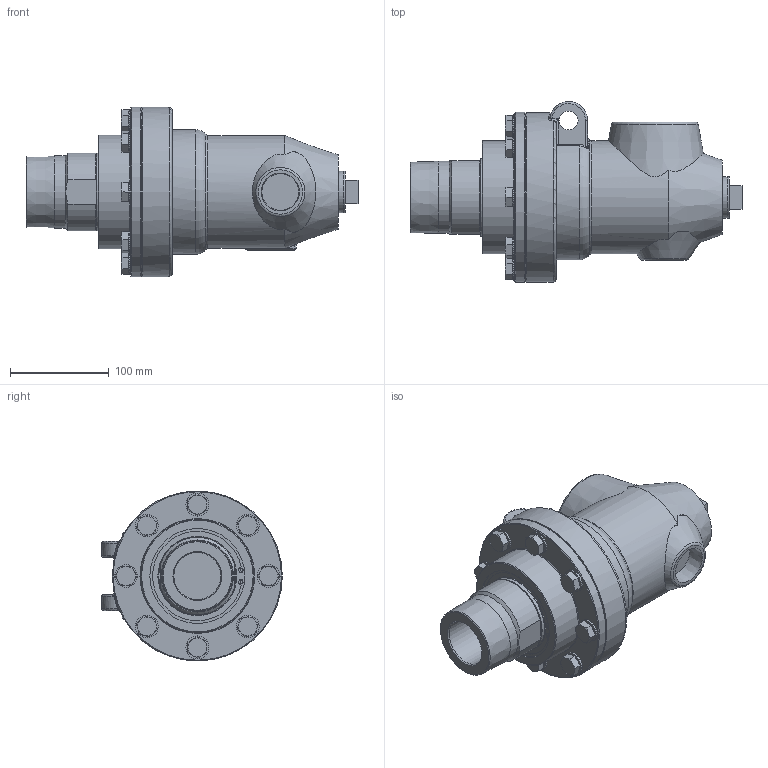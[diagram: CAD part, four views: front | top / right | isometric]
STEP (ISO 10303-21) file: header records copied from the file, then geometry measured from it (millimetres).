
FILE_DESCRIPTION(/* description */ (''),/* implementation_level */ '2;1');
FILE_NAME(/* name */ 'BC-54000-40-20-IC.stp',/* time_stamp */ '2020-05-20T09:47:42-05:00',/* author */ ('dyurkovich'),/* organization */ (''),/* preprocessor_version */ 'ST-DEVELOPER v18',/* originating_system */ 'Autodesk Inventor 2020',/* authorisation */ '');
FILE_SCHEMA (('AUTOMOTIVE_DESIGN { 1 0 10303 214 3 1 1 }'));
Length unit declared in the file: millimetre
Products named in the file (1): BC-54000-40-20-IC
Bounding box: 336 x 182.85 x 172 mm (x, y, z)
Volume: 3217711.3 mm3; surface area: 226107.4 mm2
Topology: 1 solids, 9 shells, 946 faces, 2396 edges, 1579 vertices
Faces by surface type: plane 512, bspline 240, cylinder 109, cone 66, torus 15, sphere 4
Full cylindrical faces by diameter (mm): 2.75 x2, 10.592 x6, 12.7 x8, 13.2 x8, 13.5 x16, 19.05 x8, 19.1 x2, 23.2 x8, 42.16 x1, 47.6 x1, 73.025 x1, 78.5 x1, 79.35 x1, 80 x1, 96.06 x1, 99 x1, 114.3 x1, 114.6 x1, 169.9 x1, 171.5 x1, 172 x1
Entity records: 31590 total; most frequent: CARTESIAN_POINT 9701, ORIENTED_EDGE 4788, DIRECTION 3772, EDGE_CURVE 2394, VERTEX_POINT 1579, LINE 1298, VECTOR 1298, AXIS2_PLACEMENT_3D 1237
